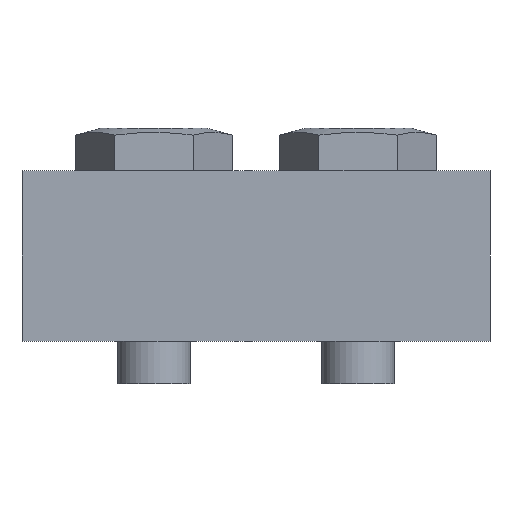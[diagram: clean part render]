
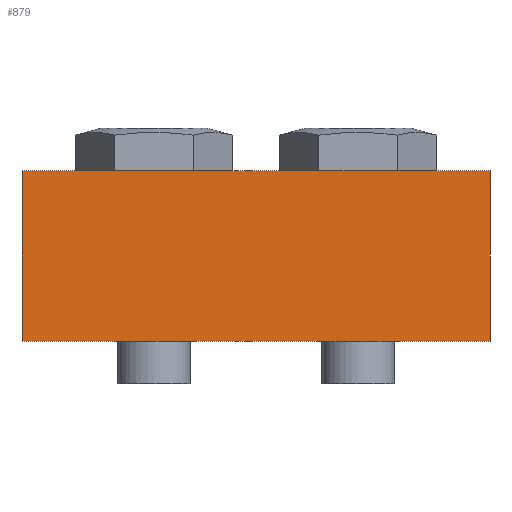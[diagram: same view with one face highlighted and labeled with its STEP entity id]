
A CAD part, front view. The second image highlights one B-rep face of the part: STEP entity #879.
In plain terms, the highlighted planar face has unit normal (0, -1, 0).
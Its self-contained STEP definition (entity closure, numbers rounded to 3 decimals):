
#819=CARTESIAN_POINT('',(27.5,-10.,10.0));
#820=VERTEX_POINT('',#819);
#827=CARTESIAN_POINT('',(27.5,-10.,-10.0));
#828=VERTEX_POINT('',#827);
#829=CARTESIAN_POINT('',(27.5,-10.,-10.0));
#830=DIRECTION('',(0.0,0.0,1.0));
#831=VECTOR('',#830,20.0);
#832=LINE('',#829,#831);
#833=EDGE_CURVE('',#828,#820,#832,.T.);
#849=CARTESIAN_POINT('',(27.5,-10.,-10.0));
#850=DIRECTION('',(0.0,-1.0,0.0));
#851=DIRECTION('',(0.0,0.0,-1.0));
#852=AXIS2_PLACEMENT_3D('',#849,#850,#851);
#853=PLANE('',#852);
#854=CARTESIAN_POINT('',(-27.5,-10.0,10.0));
#855=VERTEX_POINT('',#854);
#856=CARTESIAN_POINT('',(27.5,-10.,10.0));
#857=DIRECTION('',(-1.0,0.0,0.0));
#858=VECTOR('',#857,55.0);
#859=LINE('',#856,#858);
#860=EDGE_CURVE('',#820,#855,#859,.T.);
#861=ORIENTED_EDGE('',*,*,#860,.T.);
#862=CARTESIAN_POINT('',(-27.5,-10.0,-10.0));
#863=VERTEX_POINT('',#862);
#864=CARTESIAN_POINT('',(-27.5,-10.0,-10.0));
#865=DIRECTION('',(0.0,0.0,1.0));
#866=VECTOR('',#865,20.0);
#867=LINE('',#864,#866);
#868=EDGE_CURVE('',#863,#855,#867,.T.);
#869=ORIENTED_EDGE('',*,*,#868,.F.);
#870=CARTESIAN_POINT('',(-27.5,-10.0,-10.0));
#871=DIRECTION('',(1.0,0.0,0.0));
#872=VECTOR('',#871,55.0);
#873=LINE('',#870,#872);
#874=EDGE_CURVE('',#863,#828,#873,.T.);
#875=ORIENTED_EDGE('',*,*,#874,.T.);
#876=ORIENTED_EDGE('',*,*,#833,.T.);
#877=EDGE_LOOP('',(#861,#869,#875,#876));
#878=FACE_OUTER_BOUND('',#877,.T.);
#879=ADVANCED_FACE('',(#878),#853,.T.);
